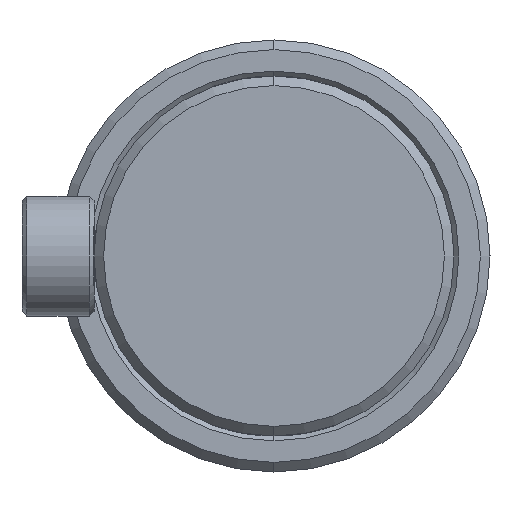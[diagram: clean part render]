
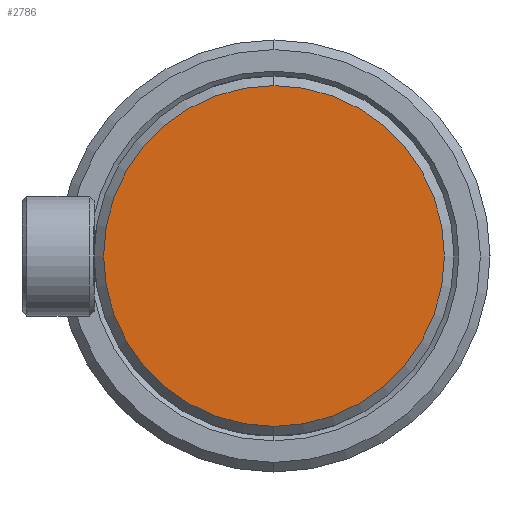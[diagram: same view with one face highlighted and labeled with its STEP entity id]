
A CAD part, left-side view. The second image highlights one B-rep face of the part: STEP entity #2786.
In plain terms, the highlighted planar face has unit normal (-1, 0, 0).
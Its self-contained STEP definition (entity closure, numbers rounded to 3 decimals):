
#179 = VERTEX_POINT ( 'NONE', #1038 ) ;
#298 = CARTESIAN_POINT ( 'NONE',  ( -53., 37.5, 0. ) ) ;
#488 = AXIS2_PLACEMENT_3D ( 'NONE', #298, #2056, #526 ) ;
#526 = DIRECTION ( 'NONE',  ( 0., 0., -1. ) ) ;
#544 = CARTESIAN_POINT ( 'NONE',  ( -53., 0., 35.5 ) ) ;
#566 = ORIENTED_EDGE ( 'NONE', *, *, #2382, .T. ) ;
#738 = VERTEX_POINT ( 'NONE', #544 ) ;
#834 = EDGE_CURVE ( 'NONE', #738, #179, #2247, .T. ) ;
#1038 = CARTESIAN_POINT ( 'NONE',  ( -53., 0., -35.5 ) ) ;
#1067 = AXIS2_PLACEMENT_3D ( 'NONE', #2658, #1117, #2921 ) ;
#1117 = DIRECTION ( 'NONE',  ( -1., 0., 0. ) ) ;
#1253 = DIRECTION ( 'NONE',  ( -1., 0., 0. ) ) ;
#1276 = PLANE ( 'NONE',  #488 ) ;
#1297 = CIRCLE ( 'NONE', #1067, 35.5 ) ;
#1416 = EDGE_LOOP ( 'NONE', ( #566, #3044 ) ) ;
#1807 = AXIS2_PLACEMENT_3D ( 'NONE', #3039, #1253, #2799 ) ;
#2056 = DIRECTION ( 'NONE',  ( 1., 0., 0. ) ) ;
#2247 = CIRCLE ( 'NONE', #1807, 35.5 ) ;
#2382 = EDGE_CURVE ( 'NONE', #179, #738, #1297, .T. ) ;
#2658 = CARTESIAN_POINT ( 'NONE',  ( -53., 0., 0. ) ) ;
#2786 = ADVANCED_FACE ( 'NONE', ( #2793 ), #1276, .F. ) ;
#2793 = FACE_OUTER_BOUND ( 'NONE', #1416, .T. ) ;
#2799 = DIRECTION ( 'NONE',  ( 0., 0., -1. ) ) ;
#2921 = DIRECTION ( 'NONE',  ( 0., 0., -1. ) ) ;
#3039 = CARTESIAN_POINT ( 'NONE',  ( -53., 0., 0. ) ) ;
#3044 = ORIENTED_EDGE ( 'NONE', *, *, #834, .T. ) ;
